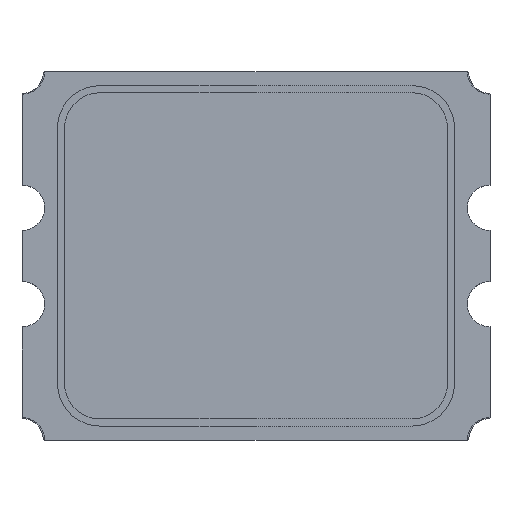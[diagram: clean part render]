
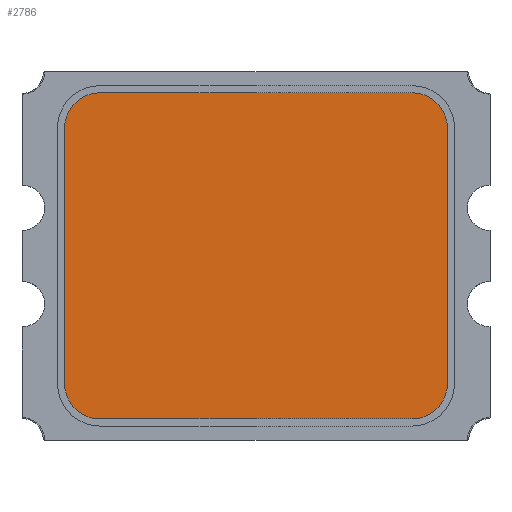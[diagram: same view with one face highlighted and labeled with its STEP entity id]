
A CAD part, top view. The second image highlights one B-rep face of the part: STEP entity #2786.
In plain terms, the highlighted planar face has unit normal (0, 0, 1).
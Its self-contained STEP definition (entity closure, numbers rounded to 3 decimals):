
#9 = CARTESIAN_POINT ( 'NONE',  ( 1.35, 0.9, 1.1 ) ) ;
#11 = VERTEX_POINT ( 'NONE', #1685 ) ;
#98 = EDGE_CURVE ( 'NONE', #758, #11, #1702, .T. ) ;
#104 = VERTEX_POINT ( 'NONE', #112 ) ;
#112 = CARTESIAN_POINT ( 'NONE',  ( 1.35, 0.9, 1.1 ) ) ;
#141 = VECTOR ( 'NONE', #602, 1000. ) ;
#148 = CARTESIAN_POINT ( 'NONE',  ( 1.1, -1.15, 1.1 ) ) ;
#166 = CARTESIAN_POINT ( 'NONE',  ( 1.1, 0.9, 1.1 ) ) ;
#233 = DIRECTION ( 'NONE',  ( -1., 0., 0. ) ) ;
#274 = EDGE_CURVE ( 'NONE', #2309, #1779, #1213, .T. ) ;
#335 = DIRECTION ( 'NONE',  ( 0., 0., -1. ) ) ;
#361 = CARTESIAN_POINT ( 'NONE',  ( 1.1, -0.9, 1.1 ) ) ;
#377 = DIRECTION ( 'NONE',  ( -1., 0., 0. ) ) ;
#442 = VERTEX_POINT ( 'NONE', #2939 ) ;
#503 = DIRECTION ( 'NONE',  ( 0., 0., -1. ) ) ;
#565 = ORIENTED_EDGE ( 'NONE', *, *, #2576, .F. ) ;
#594 = DIRECTION ( 'NONE',  ( -1., 0., 0. ) ) ;
#602 = DIRECTION ( 'NONE',  ( 1., 0., 0. ) ) ;
#701 = FACE_OUTER_BOUND ( 'NONE', #785, .T. ) ;
#747 = EDGE_CURVE ( 'NONE', #104, #1596, #2694, .T. ) ;
#758 = VERTEX_POINT ( 'NONE', #1835 ) ;
#775 = LINE ( 'NONE', #1278, #141 ) ;
#783 = CIRCLE ( 'NONE', #1511, 0.25 ) ;
#785 = EDGE_LOOP ( 'NONE', ( #2341, #1167, #565, #938, #2940, #1726, #2288, #2444 ) ) ;
#841 = VECTOR ( 'NONE', #2474, 1000. ) ;
#921 = DIRECTION ( 'NONE',  ( 1., 0., 0. ) ) ;
#928 = CARTESIAN_POINT ( 'NONE',  ( 1.35, -0.9, 1.1 ) ) ;
#938 = ORIENTED_EDGE ( 'NONE', *, *, #98, .F. ) ;
#1095 = AXIS2_PLACEMENT_3D ( 'NONE', #1943, #335, #2170 ) ;
#1167 = ORIENTED_EDGE ( 'NONE', *, *, #2765, .T. ) ;
#1213 = LINE ( 'NONE', #148, #2959 ) ;
#1222 = CIRCLE ( 'NONE', #2148, 0.25 ) ;
#1278 = CARTESIAN_POINT ( 'NONE',  ( -1.1, 1.15, 1.1 ) ) ;
#1367 = PLANE ( 'NONE',  #2144 ) ;
#1411 = DIRECTION ( 'NONE',  ( 0., -1., 0. ) ) ;
#1471 = EDGE_CURVE ( 'NONE', #442, #758, #2659, .T. ) ;
#1511 = AXIS2_PLACEMENT_3D ( 'NONE', #166, #1601, #233 ) ;
#1596 = VERTEX_POINT ( 'NONE', #928 ) ;
#1601 = DIRECTION ( 'NONE',  ( 0., 0., 1. ) ) ;
#1685 = CARTESIAN_POINT ( 'NONE',  ( -1.1, 1.15, 1.1 ) ) ;
#1702 = CIRCLE ( 'NONE', #1095, 0.25 ) ;
#1726 = ORIENTED_EDGE ( 'NONE', *, *, #2855, .F. ) ;
#1779 = VERTEX_POINT ( 'NONE', #2960 ) ;
#1793 = EDGE_CURVE ( 'NONE', #1596, #2309, #1222, .T. ) ;
#1835 = CARTESIAN_POINT ( 'NONE',  ( -1.35, 0.9, 1.1 ) ) ;
#1863 = CARTESIAN_POINT ( 'NONE',  ( -1.1, -0.9, 1.1 ) ) ;
#1943 = CARTESIAN_POINT ( 'NONE',  ( -1.1, 0.9, 1.1 ) ) ;
#1956 = DIRECTION ( 'NONE',  ( 0., 0., -1. ) ) ;
#2029 = CARTESIAN_POINT ( 'NONE',  ( 1.1, -1.15, 1.1 ) ) ;
#2053 = CARTESIAN_POINT ( 'NONE',  ( -1.1, 1.15, 1.1 ) ) ;
#2086 = DIRECTION ( 'NONE',  ( -1., 0., 0. ) ) ;
#2098 = VECTOR ( 'NONE', #1411, 1000. ) ;
#2105 = CARTESIAN_POINT ( 'NONE',  ( 1.1, 1.15, 1.1 ) ) ;
#2144 = AXIS2_PLACEMENT_3D ( 'NONE', #2053, #2286, #921 ) ;
#2148 = AXIS2_PLACEMENT_3D ( 'NONE', #361, #1956, #594 ) ;
#2170 = DIRECTION ( 'NONE',  ( -1., 0., 0. ) ) ;
#2247 = CARTESIAN_POINT ( 'NONE',  ( -1.35, -0.9, 1.1 ) ) ;
#2286 = DIRECTION ( 'NONE',  ( 0., 0., 1. ) ) ;
#2288 = ORIENTED_EDGE ( 'NONE', *, *, #274, .F. ) ;
#2293 = AXIS2_PLACEMENT_3D ( 'NONE', #1863, #503, #2086 ) ;
#2309 = VERTEX_POINT ( 'NONE', #2029 ) ;
#2341 = ORIENTED_EDGE ( 'NONE', *, *, #747, .F. ) ;
#2444 = ORIENTED_EDGE ( 'NONE', *, *, #1793, .F. ) ;
#2471 = VERTEX_POINT ( 'NONE', #2105 ) ;
#2474 = DIRECTION ( 'NONE',  ( 0., 1., 0. ) ) ;
#2576 = EDGE_CURVE ( 'NONE', #11, #2471, #775, .T. ) ;
#2659 = LINE ( 'NONE', #2247, #841 ) ;
#2694 = LINE ( 'NONE', #9, #2098 ) ;
#2765 = EDGE_CURVE ( 'NONE', #104, #2471, #783, .T. ) ;
#2786 = ADVANCED_FACE ( 'NONE', ( #701 ), #1367, .T. ) ;
#2841 = CIRCLE ( 'NONE', #2293, 0.25 ) ;
#2855 = EDGE_CURVE ( 'NONE', #1779, #442, #2841, .T. ) ;
#2939 = CARTESIAN_POINT ( 'NONE',  ( -1.35, -0.9, 1.1 ) ) ;
#2940 = ORIENTED_EDGE ( 'NONE', *, *, #1471, .F. ) ;
#2959 = VECTOR ( 'NONE', #377, 1000. ) ;
#2960 = CARTESIAN_POINT ( 'NONE',  ( -1.1, -1.15, 1.1 ) ) ;
